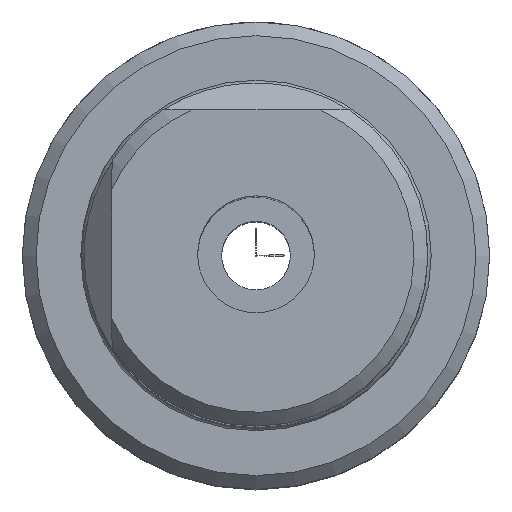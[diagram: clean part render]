
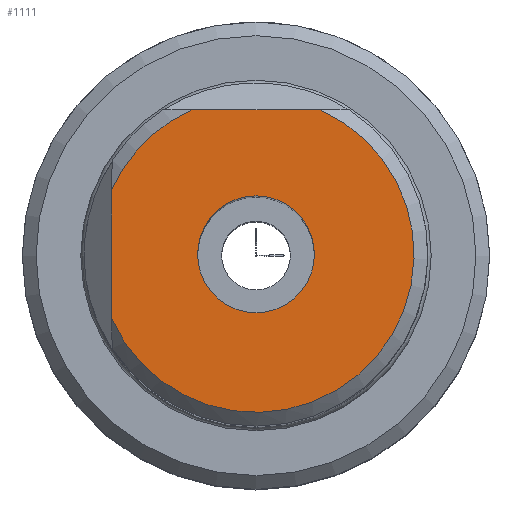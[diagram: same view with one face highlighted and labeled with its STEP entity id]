
A CAD part, top view. The second image highlights one B-rep face of the part: STEP entity #1111.
In plain terms, the highlighted planar face has unit normal (0, 0, 1).
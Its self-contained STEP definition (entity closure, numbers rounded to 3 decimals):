
#48=LINE('',#2050,#71);
#49=LINE('',#2054,#72);
#71=VECTOR('',#1605,1000.);
#72=VECTOR('',#1608,1000.);
#116=PLANE('',#1325);
#271=ORIENTED_EDGE('',*,*,#502,.F.);
#272=ORIENTED_EDGE('',*,*,#503,.F.);
#273=ORIENTED_EDGE('',*,*,#504,.F.);
#274=ORIENTED_EDGE('',*,*,#505,.F.);
#275=ORIENTED_EDGE('',*,*,#506,.F.);
#502=EDGE_CURVE('',#635,#635,#719,.T.);
#503=EDGE_CURVE('',#636,#637,#720,.T.);
#504=EDGE_CURVE('',#638,#636,#48,.T.);
#505=EDGE_CURVE('',#639,#638,#721,.T.);
#506=EDGE_CURVE('',#637,#639,#49,.T.);
#635=VERTEX_POINT('',#2046);
#636=VERTEX_POINT('',#2048);
#637=VERTEX_POINT('',#2049);
#638=VERTEX_POINT('',#2051);
#639=VERTEX_POINT('',#2053);
#719=CIRCLE('',#1326,4.25);
#720=CIRCLE('',#1327,11.5);
#721=CIRCLE('',#1328,11.5);
#808=EDGE_LOOP('',(#271));
#809=EDGE_LOOP('',(#272,#273,#274,#275));
#961=FACE_BOUND('',#808,.T.);
#962=FACE_BOUND('',#809,.T.);
#1111=ADVANCED_FACE('',(#961,#962),#116,.F.);
#1325=AXIS2_PLACEMENT_3D('',#2044,#1599,#1600);
#1326=AXIS2_PLACEMENT_3D('',#2045,#1601,#1602);
#1327=AXIS2_PLACEMENT_3D('',#2047,#1603,#1604);
#1328=AXIS2_PLACEMENT_3D('',#2052,#1606,#1607);
#1599=DIRECTION('',(0.,0.,-1.));
#1600=DIRECTION('',(1.,0.,0.));
#1601=DIRECTION('',(0.,0.,1.));
#1602=DIRECTION('',(0.,-1.,0.));
#1603=DIRECTION('',(0.,0.,-1.));
#1604=DIRECTION('',(0.,1.,0.));
#1605=DIRECTION('',(1.,0.,0.));
#1606=DIRECTION('',(0.,0.,-1.));
#1607=DIRECTION('',(0.,1.,0.));
#1608=DIRECTION('',(0.,1.,0.));
#2044=CARTESIAN_POINT('',(0.,12.5,57.));
#2045=CARTESIAN_POINT('',(0.,0.,57.));
#2046=CARTESIAN_POINT('',(0.,-4.25,57.));
#2047=CARTESIAN_POINT('',(0.,0.,57.));
#2048=CARTESIAN_POINT('',(4.69,10.5,57.));
#2049=CARTESIAN_POINT('',(-10.5,-4.69,57.));
#2050=CARTESIAN_POINT('',(17.002,10.5,57.));
#2051=CARTESIAN_POINT('',(-4.69,10.5,57.));
#2052=CARTESIAN_POINT('',(0.,0.,57.));
#2053=CARTESIAN_POINT('',(-10.5,4.69,57.));
#2054=CARTESIAN_POINT('',(-10.5,186.034,57.));
